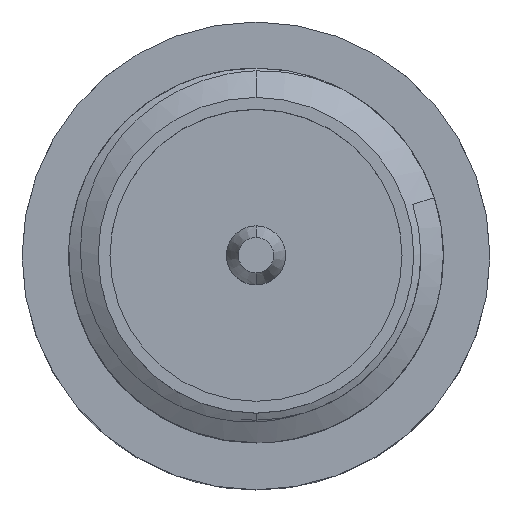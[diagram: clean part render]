
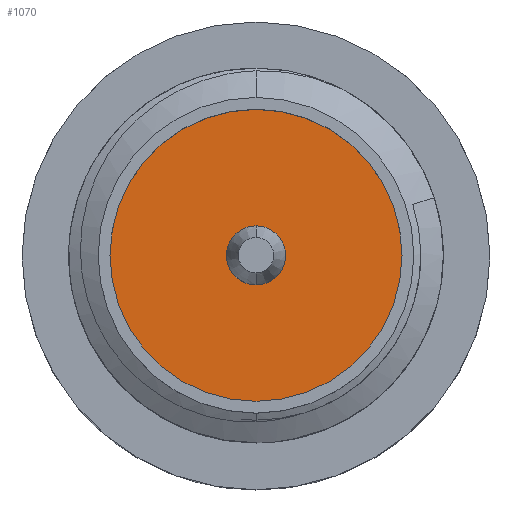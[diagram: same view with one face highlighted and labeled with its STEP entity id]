
A CAD part, top view. The second image highlights one B-rep face of the part: STEP entity #1070.
In plain terms, the highlighted face is planar.
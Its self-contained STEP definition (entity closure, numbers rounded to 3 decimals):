
#34 = CARTESIAN_POINT ( 'NONE',  ( 0., 3.855, 0. ) ) ;
#51 = EDGE_CURVE ( 'NONE', #694, #4188, #3322, .T. ) ;
#154 = PLANE ( 'NONE',  #2604 ) ;
#158 = EDGE_LOOP ( 'NONE', ( #848, #1265 ) ) ;
#252 = CARTESIAN_POINT ( 'NONE',  ( 0., 3.855, 0. ) ) ;
#324 = DIRECTION ( 'NONE',  ( 0., 1., 0. ) ) ;
#339 = DIRECTION ( 'NONE',  ( 0., 0., 1. ) ) ;
#380 = FACE_OUTER_BOUND ( 'NONE', #4288, .T. ) ;
#487 = CARTESIAN_POINT ( 'NONE',  ( 0., 3.855, 0. ) ) ;
#518 = CARTESIAN_POINT ( 'NONE',  ( 0., 3.855, 0. ) ) ;
#548 = AXIS2_PLACEMENT_3D ( 'NONE', #252, #996, #3970 ) ;
#694 = VERTEX_POINT ( 'NONE', #1955 ) ;
#848 = ORIENTED_EDGE ( 'NONE', *, *, #1947, .F. ) ;
#884 = CIRCLE ( 'NONE', #548, 0.5 ) ;
#889 = DIRECTION ( 'NONE',  ( 0., 1., 0. ) ) ;
#996 = DIRECTION ( 'NONE',  ( 0., 1., 0. ) ) ;
#1070 = ADVANCED_FACE ( 'NONE', ( #4037, #380 ), #154, .T. ) ;
#1087 = ORIENTED_EDGE ( 'NONE', *, *, #4237, .T. ) ;
#1257 = VERTEX_POINT ( 'NONE', #1845 ) ;
#1265 = ORIENTED_EDGE ( 'NONE', *, *, #4118, .F. ) ;
#1337 = ORIENTED_EDGE ( 'NONE', *, *, #51, .T. ) ;
#1404 = CIRCLE ( 'NONE', #4376, 2.475 ) ;
#1415 = CARTESIAN_POINT ( 'NONE',  ( 0., 3.855, -2.475 ) ) ;
#1491 = CARTESIAN_POINT ( 'NONE',  ( 0., 3.855, 0.5 ) ) ;
#1845 = CARTESIAN_POINT ( 'NONE',  ( 0., 3.855, -0.5 ) ) ;
#1947 = EDGE_CURVE ( 'NONE', #4352, #1257, #2671, .T. ) ;
#1955 = CARTESIAN_POINT ( 'NONE',  ( 0., 3.855, 2.475 ) ) ;
#1963 = DIRECTION ( 'NONE',  ( 0., 0., 1. ) ) ;
#2291 = DIRECTION ( 'NONE',  ( 0., 1., 0. ) ) ;
#2559 = DIRECTION ( 'NONE',  ( 0., 0., 1. ) ) ;
#2604 = AXIS2_PLACEMENT_3D ( 'NONE', #518, #889, #3470 ) ;
#2671 = CIRCLE ( 'NONE', #3747, 0.5 ) ;
#2983 = AXIS2_PLACEMENT_3D ( 'NONE', #34, #4149, #2559 ) ;
#3322 = CIRCLE ( 'NONE', #2983, 2.475 ) ;
#3470 = DIRECTION ( 'NONE',  ( 0., 0., 1. ) ) ;
#3747 = AXIS2_PLACEMENT_3D ( 'NONE', #487, #2291, #1963 ) ;
#3970 = DIRECTION ( 'NONE',  ( 0., 0., 1. ) ) ;
#4037 = FACE_BOUND ( 'NONE', #158, .T. ) ;
#4118 = EDGE_CURVE ( 'NONE', #1257, #4352, #884, .T. ) ;
#4149 = DIRECTION ( 'NONE',  ( 0., 1., 0. ) ) ;
#4188 = VERTEX_POINT ( 'NONE', #1415 ) ;
#4237 = EDGE_CURVE ( 'NONE', #4188, #694, #1404, .T. ) ;
#4288 = EDGE_LOOP ( 'NONE', ( #1087, #1337 ) ) ;
#4352 = VERTEX_POINT ( 'NONE', #1491 ) ;
#4376 = AXIS2_PLACEMENT_3D ( 'NONE', #4788, #324, #339 ) ;
#4788 = CARTESIAN_POINT ( 'NONE',  ( 0., 3.855, 0. ) ) ;
